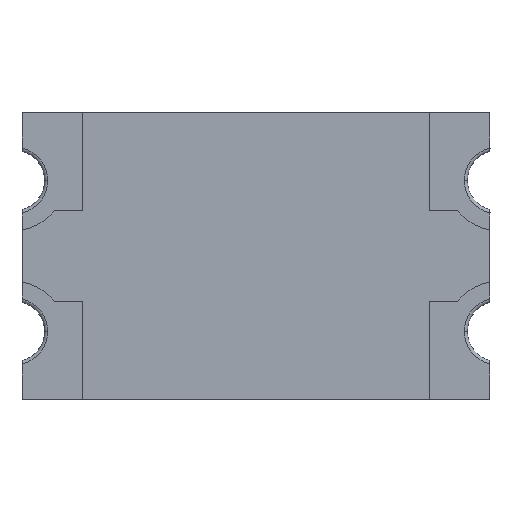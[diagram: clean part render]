
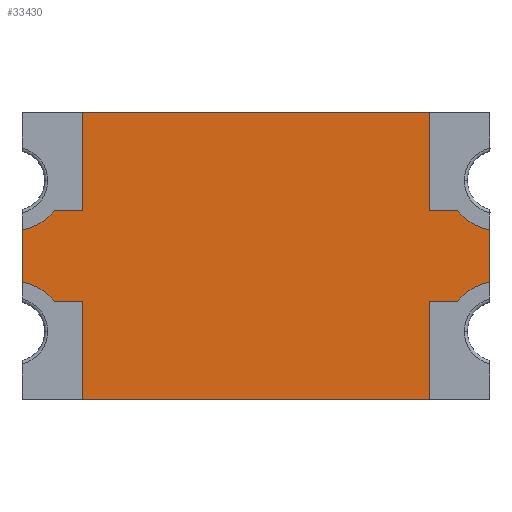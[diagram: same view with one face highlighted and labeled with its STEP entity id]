
A CAD part, front view. The second image highlights one B-rep face of the part: STEP entity #33430.
In plain terms, the highlighted planar face has unit normal (0, -1, 0).
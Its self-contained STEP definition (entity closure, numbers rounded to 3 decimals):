
#31690=CARTESIAN_POINT('',(3.1,0.,0.));
#31700=VERTEX_POINT('',#31690);
#31730=CARTESIAN_POINT('',(3.1,0.,0.));
#31740=DIRECTION('',(-1.,0.,0.));
#31750=VECTOR('',#31740,1.);
#31760=LINE('',#31730,#31750);
#31770=CARTESIAN_POINT('',(0.,0.,0.));
#31780=VERTEX_POINT('',#31770);
#31790=EDGE_CURVE('',#31700,#31780,#31760,.T.);
#31990=CARTESIAN_POINT('',(0.,0.,-1.9));
#32000=VERTEX_POINT('',#31990);
#32050=CARTESIAN_POINT('',(3.1,0.,-1.9));
#32060=DIRECTION('',(-1.,0.,0.));
#32070=VECTOR('',#32060,1.);
#32080=LINE('',#32050,#32070);
#32090=CARTESIAN_POINT('',(3.1,0.,-1.9));
#32100=VERTEX_POINT('',#32090);
#32110=EDGE_CURVE('',#32100,#32000,#32080,.T.);
#32470=CARTESIAN_POINT('',(3.1,0.,-0.205));
#32480=VERTEX_POINT('',#32470);
#32510=CARTESIAN_POINT('',(3.1,0.,0.));
#32520=DIRECTION('',(0.,0.,-1.));
#32530=VECTOR('',#32520,1.);
#32540=LINE('',#32510,#32530);
#32550=EDGE_CURVE('',#31700,#32480,#32540,.T.);
#32610=CARTESIAN_POINT('',(0.,0.,0.));
#32620=DIRECTION('',(-0.,-1.,-0.));
#32630=DIRECTION('',(-1.,0.,0.));
#32640=AXIS2_PLACEMENT_3D('',#32610,#32620,#32630);
#32650=PLANE('',#32640);
#32660=ORIENTED_EDGE('',*,*,#32550,.F.);
#32670=CARTESIAN_POINT('',(3.15,0.,-0.45));
#32680=DIRECTION('',(0.,1.,0.));
#32690=DIRECTION('',(1.,0.,0.));
#32700=AXIS2_PLACEMENT_3D('',#32670,#32680,#32690);
#32710=CIRCLE('',#32700,0.25);
#32720=CARTESIAN_POINT('',(2.9,0.,-0.45));
#32730=VERTEX_POINT('',#32720);
#32740=EDGE_CURVE('',#32730,#32480,#32710,.T.);
#32750=ORIENTED_EDGE('',*,*,#32740,.T.);
#32760=CARTESIAN_POINT('',(3.1,0.,-0.695));
#32770=VERTEX_POINT('',#32760);
#32780=EDGE_CURVE('',#32770,#32730,#32710,.T.);
#32790=ORIENTED_EDGE('',*,*,#32780,.T.);
#32800=CARTESIAN_POINT('',(3.1,0.,-1.205));
#32810=VERTEX_POINT('',#32800);
#32820=EDGE_CURVE('',#32770,#32810,#32540,.T.);
#32830=ORIENTED_EDGE('',*,*,#32820,.F.);
#32840=CARTESIAN_POINT('',(3.15,0.,-1.45));
#32850=DIRECTION('',(0.,-1.,0.));
#32860=DIRECTION('',(1.,0.,0.));
#32870=AXIS2_PLACEMENT_3D('',#32840,#32850,#32860);
#32880=CIRCLE('',#32870,0.25);
#32890=CARTESIAN_POINT('',(2.9,0.,-1.45));
#32900=VERTEX_POINT('',#32890);
#32910=EDGE_CURVE('',#32810,#32900,#32880,.T.);
#32920=ORIENTED_EDGE('',*,*,#32910,.F.);
#32930=CARTESIAN_POINT('',(3.1,0.,-1.695));
#32940=VERTEX_POINT('',#32930);
#32950=EDGE_CURVE('',#32900,#32940,#32880,.T.);
#32960=ORIENTED_EDGE('',*,*,#32950,.F.);
#32970=EDGE_CURVE('',#32940,#32100,#32540,.T.);
#32980=ORIENTED_EDGE('',*,*,#32970,.F.);
#32990=ORIENTED_EDGE('',*,*,#32110,.F.);
#33000=CARTESIAN_POINT('',(0.,0.,0.));
#33010=DIRECTION('',(0.,0.,-1.));
#33020=VECTOR('',#33010,1.);
#33030=LINE('',#33000,#33020);
#33040=CARTESIAN_POINT('',(0.,0.,-1.695));
#33050=VERTEX_POINT('',#33040);
#33060=EDGE_CURVE('',#33050,#32000,#33030,.T.);
#33070=ORIENTED_EDGE('',*,*,#33060,.T.);
#33080=CARTESIAN_POINT('',(-0.05,0.,-1.45));
#33090=DIRECTION('',(0.,1.,0.));
#33100=DIRECTION('',(-1.,0.,0.));
#33110=AXIS2_PLACEMENT_3D('',#33080,#33090,#33100);
#33120=CIRCLE('',#33110,0.25);
#33130=CARTESIAN_POINT('',(0.2,0.,-1.45));
#33140=VERTEX_POINT('',#33130);
#33150=EDGE_CURVE('',#33140,#33050,#33120,.T.);
#33160=ORIENTED_EDGE('',*,*,#33150,.T.);
#33170=CARTESIAN_POINT('',(0.,0.,-1.205));
#33180=VERTEX_POINT('',#33170);
#33190=EDGE_CURVE('',#33180,#33140,#33120,.T.);
#33200=ORIENTED_EDGE('',*,*,#33190,.T.);
#33210=CARTESIAN_POINT('',(0.,0.,-0.695));
#33220=VERTEX_POINT('',#33210);
#33230=EDGE_CURVE('',#33220,#33180,#33030,.T.);
#33240=ORIENTED_EDGE('',*,*,#33230,.T.);
#33250=CARTESIAN_POINT('',(-0.05,0.,-0.45));
#33260=DIRECTION('',(0.,-1.,0.));
#33270=DIRECTION('',(-1.,0.,0.));
#33280=AXIS2_PLACEMENT_3D('',#33250,#33260,#33270);
#33290=CIRCLE('',#33280,0.25);
#33300=CARTESIAN_POINT('',(0.2,0.,-0.45));
#33310=VERTEX_POINT('',#33300);
#33320=EDGE_CURVE('',#33220,#33310,#33290,.T.);
#33330=ORIENTED_EDGE('',*,*,#33320,.F.);
#33340=CARTESIAN_POINT('',(0.,0.,-0.205));
#33350=VERTEX_POINT('',#33340);
#33360=EDGE_CURVE('',#33310,#33350,#33290,.T.);
#33370=ORIENTED_EDGE('',*,*,#33360,.F.);
#33380=EDGE_CURVE('',#31780,#33350,#33030,.T.);
#33390=ORIENTED_EDGE('',*,*,#33380,.T.);
#33400=ORIENTED_EDGE('',*,*,#31790,.T.);
#33410=EDGE_LOOP('',(#33400,#33390,#33370,#33330,#33240,#33200,#33160,
#33070,#32990,#32980,#32960,#32920,#32830,#32790,#32750,#32660));
#33420=FACE_OUTER_BOUND('',#33410,.T.);
#33430=ADVANCED_FACE('',(#33420),#32650,.T.);
